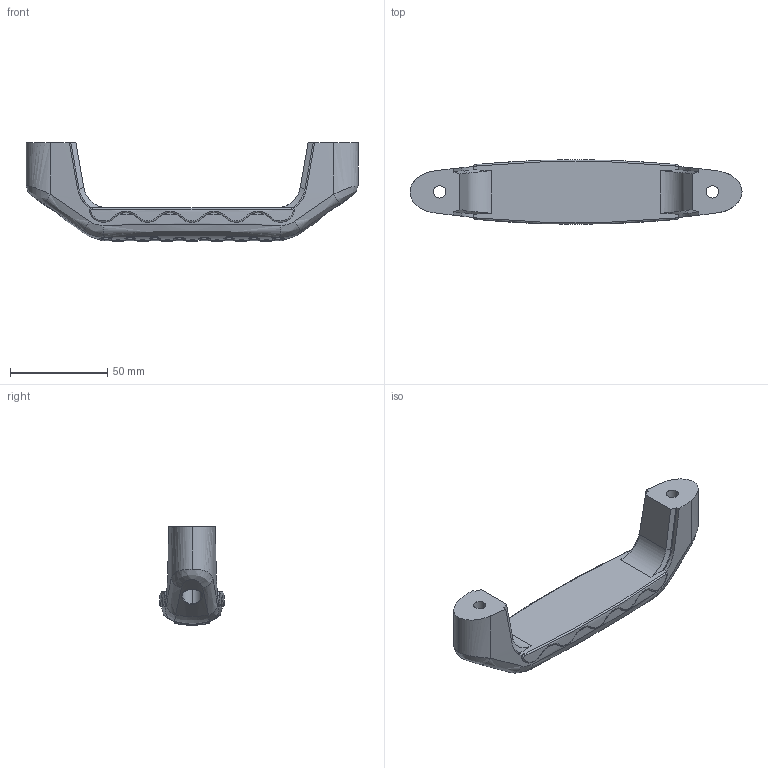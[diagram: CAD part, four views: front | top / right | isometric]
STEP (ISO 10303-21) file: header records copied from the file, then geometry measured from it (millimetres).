
FILE_DESCRIPTION (( 'STEP AP203' ), '1' );
FILE_NAME ('1950A62.STEP', '2019-12-19T21:31:22', ( '' ), ( '' ), 'SwSTEP 2.0', 'SolidWorks 2017', '' );
FILE_SCHEMA (( 'CONFIG_CONTROL_DESIGN' ));
Length unit declared in the file: inch
Products named in the file (1): 1950A62
Bounding box: 170.43 x 33.02 x 50.8 mm (x, y, z)
Surface area: 24020 mm2 (no closed solid volume)
Topology: 0 solids, 2 shells, 276 faces, 726 edges, 466 vertices
Faces by surface type: cylinder 145, bspline 102, plane 19, torus 10
Entity records: 21422 total; most frequent: CARTESIAN_POINT 15654, ORIENTED_EDGE 1440, DIRECTION 814, EDGE_CURVE 726, VERTEX_POINT 466, B_SPLINE_CURVE_WITH_KNOTS 409, AXIS2_PLACEMENT_3D 334, EDGE_LOOP 293
